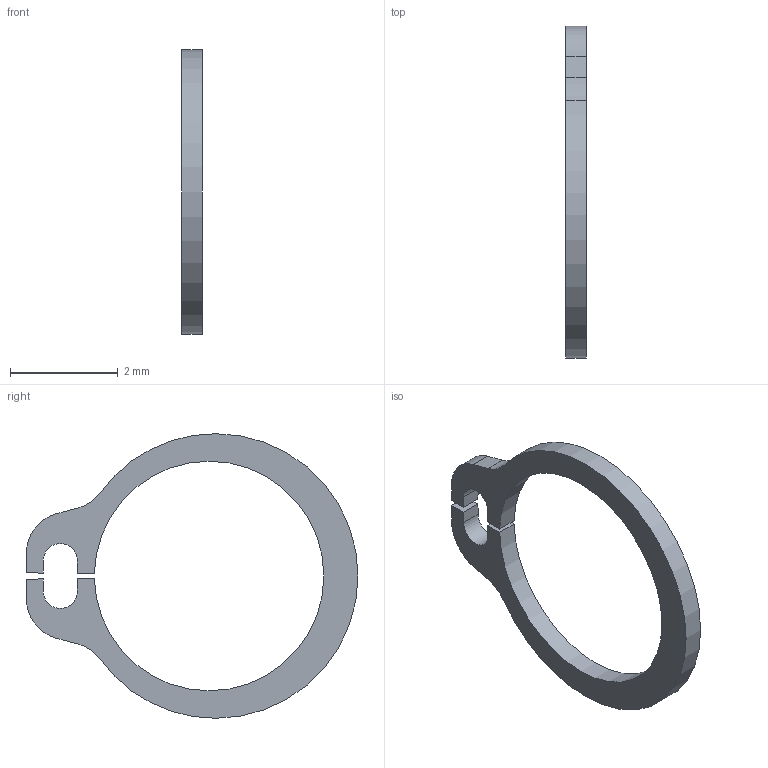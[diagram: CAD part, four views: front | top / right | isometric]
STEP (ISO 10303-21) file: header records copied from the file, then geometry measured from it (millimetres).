
FILE_DESCRIPTION((''),'2;1');
FILE_NAME('FWAS_375_REG_ZCR_CR1','2016-12-07T',('cxl300'),(''),'PRO/ENGINEER BY PARAMETRIC TECHNOLOGY CORPORATION, 2013230','PRO/ENGINEER BY PARAMETRIC TECHNOLOGY CORPORATION, 2013230','');
FILE_SCHEMA(('CONFIG_CONTROL_DESIGN','GEOMETRIC_VALIDATION_PROPERTIES_MIM'));
Length unit declared in the file: millimetre
Products named in the file (1): FWAS_375_REG_ZCR_CR1
Bounding box: 0.38 x 6.17 x 5.29 mm (x, y, z)
Volume: 3.5 mm3; surface area: 31.7 mm2
Topology: 1 solids, 1 shells, 22 faces, 72 edges, 52 vertices
Faces by surface type: plane 14, cylinder 8
Entity records: 907 total; most frequent: CARTESIAN_POINT 148, DIRECTION 144, ORIENTED_EDGE 144, EDGE_CURVE 72, VERTEX_POINT 52, AXIS2_PLACEMENT_3D 50, VECTOR 44, LINE 44
